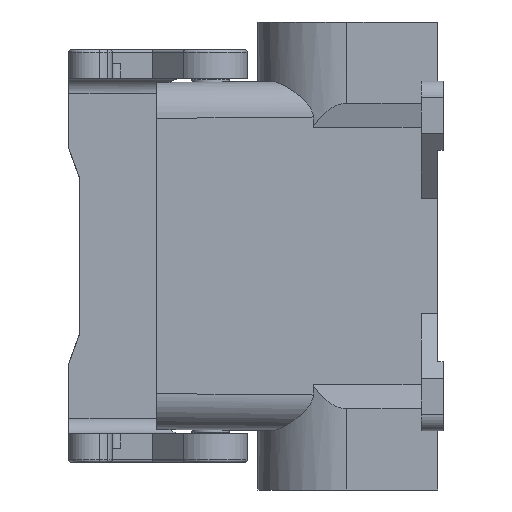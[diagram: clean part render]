
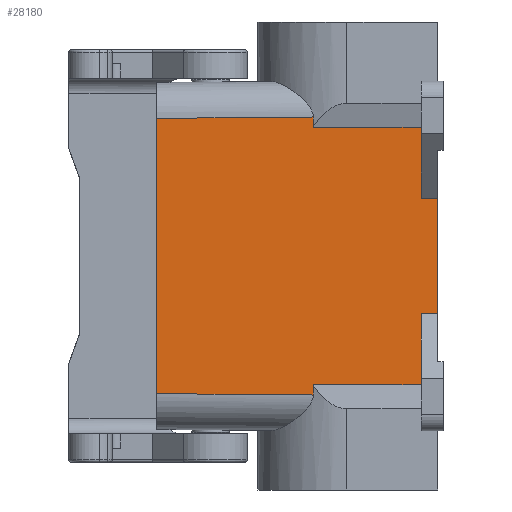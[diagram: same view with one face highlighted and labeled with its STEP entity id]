
A CAD part, front view. The second image highlights one B-rep face of the part: STEP entity #28180.
In plain terms, the highlighted face is planar.
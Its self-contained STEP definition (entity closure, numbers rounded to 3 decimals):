
#6500=CARTESIAN_POINT('',(103.772,43.396,
69.935));
#6510=VERTEX_POINT('',#6500);
#6540=CARTESIAN_POINT('',(0.,43.396,69.935));
#6550=DIRECTION('',(-1.,0.,0.));
#6560=VECTOR('',#6550,1.);
#6570=LINE('',#6540,#6560);
#6580=CARTESIAN_POINT('',(101.934,43.396,
69.935));
#6590=VERTEX_POINT('',#6580);
#6600=EDGE_CURVE('',#6510,#6590,#6570,.T.);
#18550=CARTESIAN_POINT('',(55.114,43.567,
50.32));
#18560=VERTEX_POINT('',#18550);
#18590=CARTESIAN_POINT('',(55.114,44.003,
0.384));
#18600=DIRECTION('',(0.,-0.009,1.));
#18610=VECTOR('',#18600,1.);
#18620=LINE('',#18590,#18610);
#18630=CARTESIAN_POINT('',(55.114,43.396,
69.935));
#18640=VERTEX_POINT('',#18630);
#18650=EDGE_CURVE('',#18560,#18640,#18620,.T.);
#25070=CARTESIAN_POINT('',(103.524,43.148,
98.32));
#25080=DIRECTION('',(-0.009,-0.009,
1.));
#25090=VECTOR('',#25080,1.);
#25100=LINE('',#25070,#25090);
#25110=CARTESIAN_POINT('',(103.524,43.148,
98.32));
#25120=VERTEX_POINT('',#25110);
#25130=EDGE_CURVE('',#6510,#25120,#25100,.T.);
#26130=CARTESIAN_POINT('',(88.998,43.567,
50.32));
#26140=VERTEX_POINT('',#26130);
#26170=CARTESIAN_POINT('',(89.512,43.998,
0.94));
#26180=DIRECTION('',(0.01,0.009,
-1.));
#26190=VECTOR('',#26180,1.);
#26200=LINE('',#26170,#26190);
#26210=CARTESIAN_POINT('',(89.029,43.593,
47.32));
#26220=VERTEX_POINT('',#26210);
#26230=EDGE_CURVE('',#26140,#26220,#26200,.T.);
#27490=CARTESIAN_POINT('',(36.024,44.003,
0.384));
#27500=DIRECTION('',(0.,1.,0.009));
#27510=DIRECTION('',(0.,0.009,-1.));
#27520=AXIS2_PLACEMENT_3D('',#27490,#27500,#27510);
#27530=PLANE('',#27520);
#27540=CARTESIAN_POINT('',(53.524,43.148,
98.32));
#27550=DIRECTION('',(0.009,-0.009,
1.));
#27560=VECTOR('',#27550,1.);
#27570=LINE('',#27540,#27560);
#27580=CARTESIAN_POINT('',(53.276,43.396,
69.935));
#27590=VERTEX_POINT('',#27580);
#27600=CARTESIAN_POINT('',(53.524,43.148,
98.32));
#27610=VERTEX_POINT('',#27600);
#27620=EDGE_CURVE('',#27590,#27610,#27570,.T.);
#27630=ORIENTED_EDGE('',*,*,#27620,.T.);
#27640=CARTESIAN_POINT('',(157.048,43.396,
69.935));
#27650=DIRECTION('',(1.,0.,0.));
#27660=VECTOR('',#27650,1.);
#27670=LINE('',#27640,#27660);
#27680=EDGE_CURVE('',#27590,#18640,#27670,.T.);
#27690=ORIENTED_EDGE('',*,*,#27680,.F.);
#27700=ORIENTED_EDGE('',*,*,#18650,.T.);
#27710=CARTESIAN_POINT('',(121.024,43.567,
50.32));
#27720=DIRECTION('',(-1.,0.,0.));
#27730=VECTOR('',#27720,1.);
#27740=LINE('',#27710,#27730);
#27750=CARTESIAN_POINT('',(68.05,43.567,
50.32));
#27760=VERTEX_POINT('',#27750);
#27770=EDGE_CURVE('',#27760,#18560,#27740,.T.);
#27780=ORIENTED_EDGE('',*,*,#27770,.T.);
#27790=CARTESIAN_POINT('',(67.536,43.998,
0.94));
#27800=DIRECTION('',(-0.01,0.009,
-1.));
#27810=VECTOR('',#27800,1.);
#27820=LINE('',#27790,#27810);
#27830=CARTESIAN_POINT('',(68.019,43.593,
47.32));
#27840=VERTEX_POINT('',#27830);
#27850=EDGE_CURVE('',#27760,#27840,#27820,.T.);
#27860=ORIENTED_EDGE('',*,*,#27850,.F.);
#27870=CARTESIAN_POINT('',(36.024,43.593,
47.32));
#27880=DIRECTION('',(-1.,0.,0.));
#27890=VECTOR('',#27880,1.);
#27900=LINE('',#27870,#27890);
#27910=EDGE_CURVE('',#26220,#27840,#27900,.T.);
#27920=ORIENTED_EDGE('',*,*,#27910,.T.);
#27930=ORIENTED_EDGE('',*,*,#26230,.T.);
#27940=CARTESIAN_POINT('',(36.024,43.567,
50.32));
#27950=DIRECTION('',(1.,0.,0.));
#27960=VECTOR('',#27950,1.);
#27970=LINE('',#27940,#27960);
#27980=CARTESIAN_POINT('',(101.934,43.567,
50.32));
#27990=VERTEX_POINT('',#27980);
#28000=EDGE_CURVE('',#26140,#27990,#27970,.T.);
#28010=ORIENTED_EDGE('',*,*,#28000,.F.);
#28020=CARTESIAN_POINT('',(101.934,44.003,
0.384));
#28030=DIRECTION('',(0.,-0.009,1.));
#28040=VECTOR('',#28030,1.);
#28050=LINE('',#28020,#28040);
#28060=EDGE_CURVE('',#27990,#6590,#28050,.T.);
#28070=ORIENTED_EDGE('',*,*,#28060,.F.);
#28080=ORIENTED_EDGE('',*,*,#6600,.T.);
#28090=ORIENTED_EDGE('',*,*,#25130,.F.);
#28100=CARTESIAN_POINT('',(0.,43.148,98.32));
#28110=DIRECTION('',(1.,0.,0.));
#28120=VECTOR('',#28110,1.);
#28130=LINE('',#28100,#28120);
#28140=EDGE_CURVE('',#27610,#25120,#28130,.T.);
#28150=ORIENTED_EDGE('',*,*,#28140,.T.);
#28160=EDGE_LOOP('',(#28150,#28090,#28080,#28070,#28010,#27930,#27920,
#27860,#27780,#27700,#27690,#27630));
#28170=FACE_OUTER_BOUND('',#28160,.T.);
#28180=ADVANCED_FACE('',(#28170),#27530,.T.);
